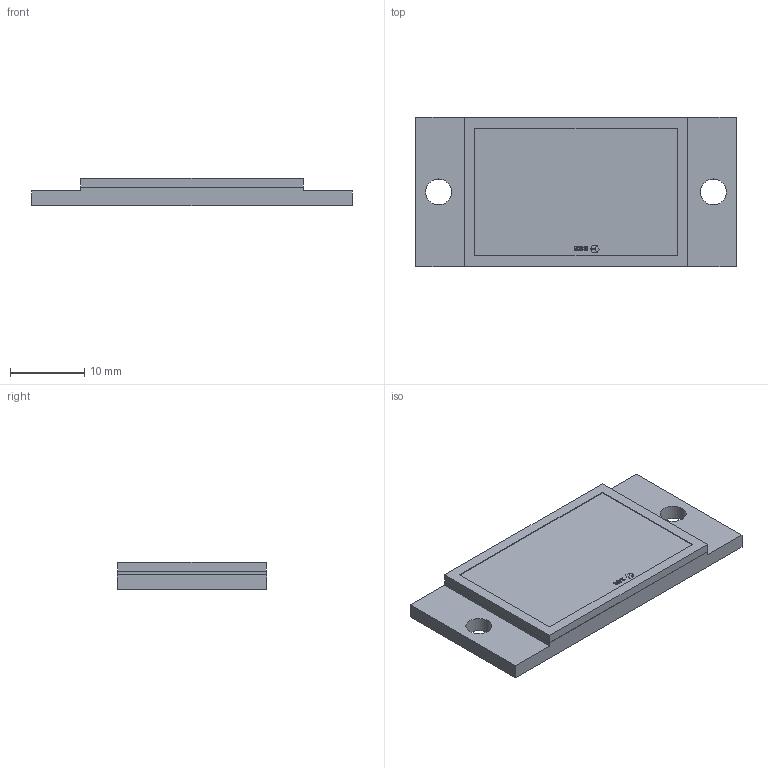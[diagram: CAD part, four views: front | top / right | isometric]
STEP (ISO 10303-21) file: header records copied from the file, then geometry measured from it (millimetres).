
FILE_DESCRIPTION (( 'STEP AP214' ), '1' );
FILE_NAME ('M130-20 HOT.STEP', '2025-08-22T10:02:57', ( '' ), ( '' ), 'SwSTEP 2.0', 'SolidWorks 2017', '' );
FILE_SCHEMA (( 'AUTOMOTIVE_DESIGN' ));
Length unit declared in the file: millimetre
Products named in the file (1): M130-20 HOT
Bounding box: 43.1 x 20.1 x 3.7 mm (x, y, z)
Volume: 2623.7 mm3; surface area: 3385.5 mm2
Topology: 2 solids, 2 shells, 320 faces, 862 edges, 575 vertices
Faces by surface type: plane 189, bspline 125, cylinder 6
Full cylindrical faces by diameter (mm): 3.5 x2
Entity records: 16410 total; most frequent: CARTESIAN_POINT 9159, ORIENTED_EDGE 1718, DIRECTION 1013, EDGE_CURVE 859, LINE 597, VECTOR 597, VERTEX_POINT 574, EDGE_LOOP 355
